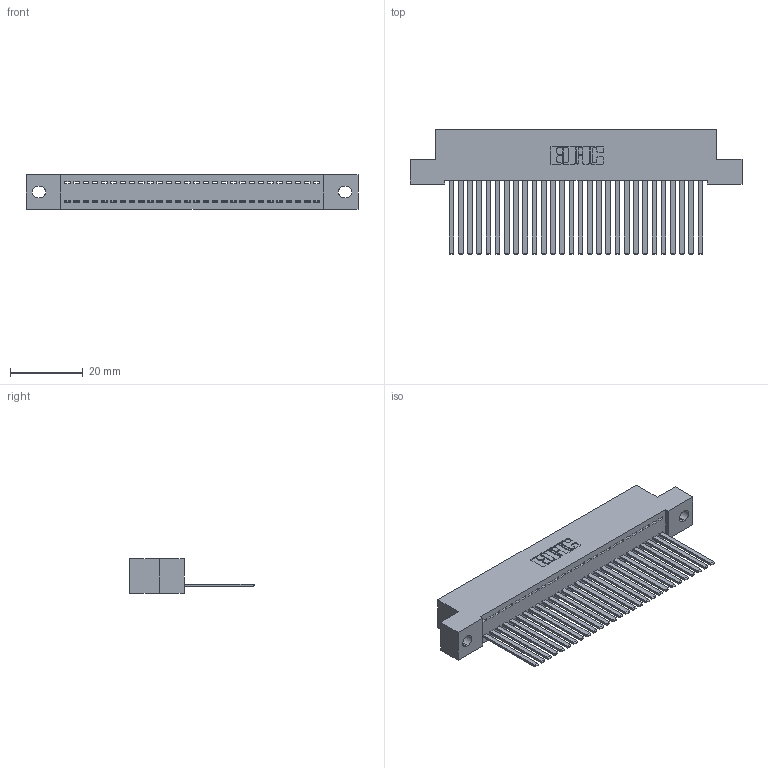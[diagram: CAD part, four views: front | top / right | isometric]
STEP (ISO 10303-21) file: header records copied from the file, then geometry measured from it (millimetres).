
FILE_DESCRIPTION (( 'STEP AP203' ), '1' );
FILE_NAME ('392-028-544-102.STEP', '2018-08-15T21:15:48', ( '' ), ( '' ), 'SwSTEP 2.0', 'SolidWorks 2016', '' );
FILE_SCHEMA (( 'CONFIG_CONTROL_DESIGN' ));
Length unit declared in the file: inch
Products named in the file (3): 342 Part_.128 Slot; 345-292-001_345-293-144; 392-028-544-102
Assembly tree (29 placements, depth 2):
  392-028-544-102
    342 Part_.128 Slot
    345-292-001_345-293-144  x28
Bounding box: 91.44 x 34.3 x 9.4 mm (x, y, z)
Volume: 8238 mm3; surface area: 12518.3 mm2
Topology: 29 solids, 29 shells, 1570 faces, 4735 edges, 3118 vertices
Faces by surface type: plane 1134, cylinder 436
Entity records: 18747 total; most frequent: CARTESIAN_POINT 3242, ORIENTED_EDGE 3206, DIRECTION 2759, EDGE_CURVE 1603, LINE 1479, VECTOR 1479, VERTEX_POINT 1066, AXIS2_PLACEMENT_3D 640
